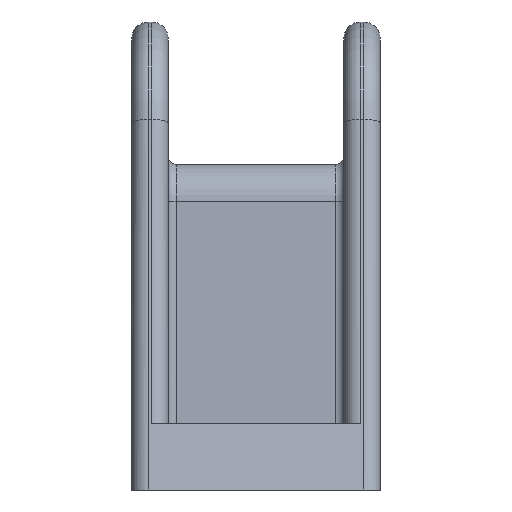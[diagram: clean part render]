
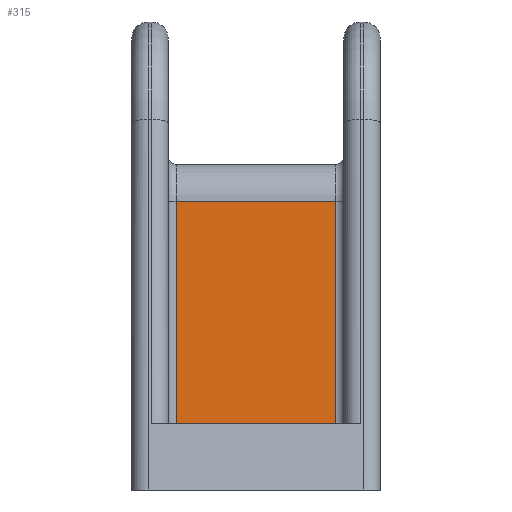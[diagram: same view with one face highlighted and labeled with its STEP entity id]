
A CAD part, front view. The second image highlights one B-rep face of the part: STEP entity #315.
In plain terms, the highlighted planar face has unit normal (0, -0.999, 0.035).
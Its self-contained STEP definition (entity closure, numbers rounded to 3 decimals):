
#315 = ADVANCED_FACE( '', ( #758 ), #759, .T. );
#758 = FACE_OUTER_BOUND( '', #1334, .T. );
#759 = PLANE( '', #1335 );
#1334 = EDGE_LOOP( '', ( #2205, #2206, #2207, #2208, #2209, #2210 ) );
#1335 = AXIS2_PLACEMENT_3D( '', #2211, #2212, #2213 );
#2205 = ORIENTED_EDGE( '', *, *, #3679, .T. );
#2206 = ORIENTED_EDGE( '', *, *, #3680, .T. );
#2207 = ORIENTED_EDGE( '', *, *, #3681, .F. );
#2208 = ORIENTED_EDGE( '', *, *, #3682, .F. );
#2209 = ORIENTED_EDGE( '', *, *, #3683, .F. );
#2210 = ORIENTED_EDGE( '', *, *, #3684, .T. );
#2211 = CARTESIAN_POINT( '', ( 10.6, -56.222, 8. ) );
#2212 = DIRECTION( '', ( 0., -0.999, 0.035 ) );
#2213 = DIRECTION( '', ( 0., -0.035, -0.999 ) );
#3679 = EDGE_CURVE( '', #4501, #4502, #4503, .T. );
#3680 = EDGE_CURVE( '', #4502, #4504, #4505, .F. );
#3681 = EDGE_CURVE( '', #4506, #4504, #4507, .T. );
#3682 = EDGE_CURVE( '', #4508, #4506, #4509, .T. );
#3683 = EDGE_CURVE( '', #4510, #4508, #4511, .T. );
#3684 = EDGE_CURVE( '', #4510, #4501, #4512, .T. );
#4501 = VERTEX_POINT( '', #5645 );
#4502 = VERTEX_POINT( '', #5646 );
#4503 = LINE( '', #5647, #5648 );
#4504 = VERTEX_POINT( '', #5649 );
#4505 = LINE( '', #5650, #5651 );
#4506 = VERTEX_POINT( '', #5652 );
#4507 = LINE( '', #5653, #5654 );
#4508 = VERTEX_POINT( '', #5655 );
#4509 = LINE( '', #5656, #5657 );
#4510 = VERTEX_POINT( '', #5658 );
#4511 = LINE( '', #5659, #5660 );
#4512 = LINE( '', #5661, #5662 );
#5645 = CARTESIAN_POINT( '', ( 9.6, -55.285, 34.829 ) );
#5646 = CARTESIAN_POINT( '', ( -9.6, -55.285, 34.829 ) );
#5647 = CARTESIAN_POINT( '', ( 10.6, -55.285, 34.829 ) );
#5648 = VECTOR( '', #6690, 1000. );
#5649 = CARTESIAN_POINT( '', ( -9.6, -56.222, 8. ) );
#5650 = CARTESIAN_POINT( '', ( -9.6, -56.222, 8. ) );
#5651 = VECTOR( '', #6691, 1000. );
#5652 = CARTESIAN_POINT( '', ( -0.8, -56.222, 8. ) );
#5653 = CARTESIAN_POINT( '', ( -1., -56.222, 8. ) );
#5654 = VECTOR( '', #6692, 1000. );
#5655 = CARTESIAN_POINT( '', ( 0.8, -56.222, 8. ) );
#5656 = CARTESIAN_POINT( '', ( 10.6, -56.222, 8. ) );
#5657 = VECTOR( '', #6693, 1000. );
#5658 = CARTESIAN_POINT( '', ( 9.6, -56.222, 8. ) );
#5659 = CARTESIAN_POINT( '', ( 10.6, -56.222, 8. ) );
#5660 = VECTOR( '', #6694, 1000. );
#5661 = CARTESIAN_POINT( '', ( 9.6, -55.285, 34.829 ) );
#5662 = VECTOR( '', #6695, 1000. );
#6690 = DIRECTION( '', ( -1., 0., 0. ) );
#6691 = DIRECTION( '', ( 0., 0.035, 0.999 ) );
#6692 = DIRECTION( '', ( -1., 0., 0. ) );
#6693 = DIRECTION( '', ( -1., 0., 0. ) );
#6694 = DIRECTION( '', ( -1., 0., 0. ) );
#6695 = DIRECTION( '', ( 0., 0.035, 0.999 ) );
